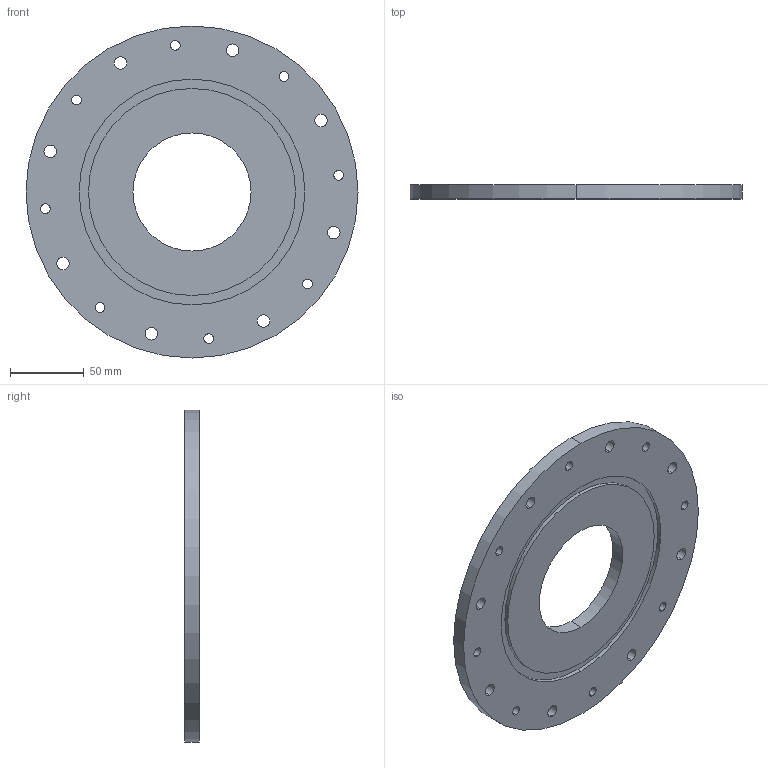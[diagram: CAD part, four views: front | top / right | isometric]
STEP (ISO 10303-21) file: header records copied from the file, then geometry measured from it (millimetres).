
FILE_DESCRIPTION (( 'STEP AP214' ), '1' );
FILE_NAME ('Baffle_Adapter_Plate.STEP', '2022-09-20T00:47:52', ( '' ), ( '' ), 'SwSTEP 2.0', 'SolidWorks 2021', '' );
FILE_SCHEMA (( 'AUTOMOTIVE_DESIGN' ));
Length unit declared in the file: millimetre
Products named in the file (1): Baffle_Adapter_Plate
Bounding box: 225 x 9.53 x 225 mm (x, y, z)
Volume: 311372.4 mm3; surface area: 85321.5 mm2
Topology: 1 solids, 1 shells, 70 faces, 180 edges, 112 vertices
Faces by surface type: cylinder 52, cone 8, plane 6, torus 4
Entity records: 2490 total; most frequent: DIRECTION 426, CARTESIAN_POINT 355, ORIENTED_EDGE 344, AXIS2_PLACEMENT_3D 183, EDGE_CURVE 172, CIRCLE 112, EDGE_LOOP 112, VERTEX_POINT 112
